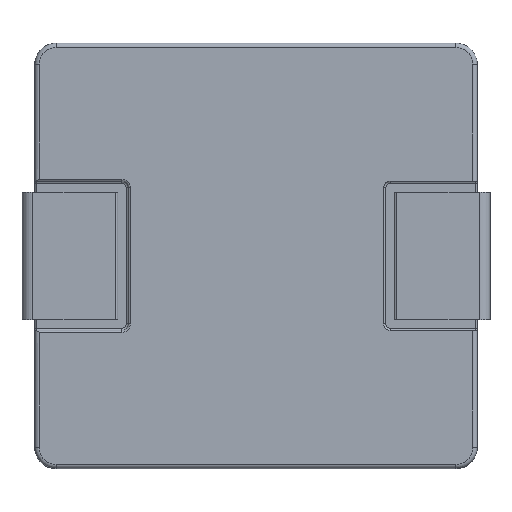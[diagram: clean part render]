
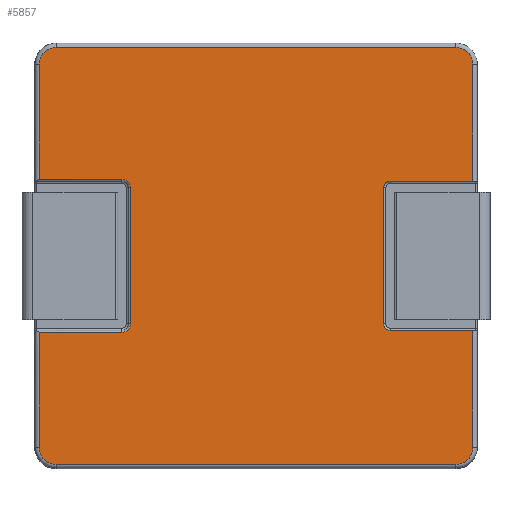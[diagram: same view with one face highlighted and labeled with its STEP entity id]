
A CAD part, top view. The second image highlights one B-rep face of the part: STEP entity #5857.
In plain terms, the highlighted planar face has unit normal (0, 0, 1).
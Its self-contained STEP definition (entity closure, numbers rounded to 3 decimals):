
#340=CIRCLE('',#6186,0.4);
#341=CIRCLE('',#6187,0.4);
#342=CIRCLE('',#6188,0.2);
#343=CIRCLE('',#6189,0.2);
#344=CIRCLE('',#6190,0.4);
#345=CIRCLE('',#6191,0.4);
#346=CIRCLE('',#6192,0.15);
#347=CIRCLE('',#6193,0.15);
#919=ORIENTED_EDGE('',*,*,#1974,.F.);
#920=ORIENTED_EDGE('',*,*,#1975,.T.);
#921=ORIENTED_EDGE('',*,*,#1976,.T.);
#922=ORIENTED_EDGE('',*,*,#1977,.T.);
#923=ORIENTED_EDGE('',*,*,#1978,.T.);
#924=ORIENTED_EDGE('',*,*,#1979,.T.);
#925=ORIENTED_EDGE('',*,*,#1980,.T.);
#926=ORIENTED_EDGE('',*,*,#1981,.T.);
#927=ORIENTED_EDGE('',*,*,#1982,.T.);
#928=ORIENTED_EDGE('',*,*,#1983,.T.);
#929=ORIENTED_EDGE('',*,*,#1984,.T.);
#930=ORIENTED_EDGE('',*,*,#1985,.T.);
#931=ORIENTED_EDGE('',*,*,#1986,.T.);
#932=ORIENTED_EDGE('',*,*,#1987,.T.);
#933=ORIENTED_EDGE('',*,*,#1988,.T.);
#934=ORIENTED_EDGE('',*,*,#1989,.T.);
#935=ORIENTED_EDGE('',*,*,#1990,.F.);
#936=ORIENTED_EDGE('',*,*,#1991,.F.);
#937=ORIENTED_EDGE('',*,*,#1992,.F.);
#938=ORIENTED_EDGE('',*,*,#1993,.F.);
#1974=EDGE_CURVE('',#2528,#2529,#2873,.T.);
#1975=EDGE_CURVE('',#2528,#2530,#2874,.T.);
#1976=EDGE_CURVE('',#2530,#2531,#340,.T.);
#1977=EDGE_CURVE('',#2531,#2532,#2875,.T.);
#1978=EDGE_CURVE('',#2532,#2533,#341,.T.);
#1979=EDGE_CURVE('',#2533,#2534,#2876,.T.);
#1980=EDGE_CURVE('',#2534,#2535,#2877,.F.);
#1981=EDGE_CURVE('',#2535,#2536,#342,.F.);
#1982=EDGE_CURVE('',#2536,#2537,#2878,.F.);
#1983=EDGE_CURVE('',#2537,#2538,#343,.F.);
#1984=EDGE_CURVE('',#2538,#2539,#2879,.F.);
#1985=EDGE_CURVE('',#2539,#2540,#2880,.T.);
#1986=EDGE_CURVE('',#2540,#2541,#344,.T.);
#1987=EDGE_CURVE('',#2541,#2542,#2881,.T.);
#1988=EDGE_CURVE('',#2542,#2543,#345,.T.);
#1989=EDGE_CURVE('',#2543,#2544,#2882,.T.);
#1990=EDGE_CURVE('',#2545,#2544,#2883,.T.);
#1991=EDGE_CURVE('',#2546,#2545,#346,.T.);
#1992=EDGE_CURVE('',#2547,#2546,#2884,.T.);
#1993=EDGE_CURVE('',#2529,#2547,#347,.T.);
#2528=VERTEX_POINT('',#9915);
#2529=VERTEX_POINT('',#9916);
#2530=VERTEX_POINT('',#9918);
#2531=VERTEX_POINT('',#9920);
#2532=VERTEX_POINT('',#9922);
#2533=VERTEX_POINT('',#9924);
#2534=VERTEX_POINT('',#9926);
#2535=VERTEX_POINT('',#9928);
#2536=VERTEX_POINT('',#9930);
#2537=VERTEX_POINT('',#9932);
#2538=VERTEX_POINT('',#9934);
#2539=VERTEX_POINT('',#9936);
#2540=VERTEX_POINT('',#9938);
#2541=VERTEX_POINT('',#9940);
#2542=VERTEX_POINT('',#9942);
#2543=VERTEX_POINT('',#9944);
#2544=VERTEX_POINT('',#9946);
#2545=VERTEX_POINT('',#9948);
#2546=VERTEX_POINT('',#9950);
#2547=VERTEX_POINT('',#9952);
#2873=LINE('',#9914,#3248);
#2874=LINE('',#9917,#3249);
#2875=LINE('',#9921,#3250);
#2876=LINE('',#9925,#3251);
#2877=LINE('',#9927,#3252);
#2878=LINE('',#9931,#3253);
#2879=LINE('',#9935,#3254);
#2880=LINE('',#9937,#3255);
#2881=LINE('',#9941,#3256);
#2882=LINE('',#9945,#3257);
#2883=LINE('',#9947,#3258);
#2884=LINE('',#9951,#3259);
#3248=VECTOR('',#6876,1000.);
#3249=VECTOR('',#6877,1000.);
#3250=VECTOR('',#6880,1000.);
#3251=VECTOR('',#6883,1000.);
#3252=VECTOR('',#6884,1000.);
#3253=VECTOR('',#6887,1000.);
#3254=VECTOR('',#6890,1000.);
#3255=VECTOR('',#6891,1000.);
#3256=VECTOR('',#6894,1000.);
#3257=VECTOR('',#6897,1000.);
#3258=VECTOR('',#6898,1000.);
#3259=VECTOR('',#6901,1000.);
#3535=EDGE_LOOP('',(#919,#920,#921,#922,#923,#924,#925,#926,#927,#928,#929,
#930,#931,#932,#933,#934,#935,#936,#937,#938));
#3800=FACE_BOUND('',#3535,.T.);
#4005=PLANE('',#6185);
#5857=ADVANCED_FACE('',(#3800),#4005,.T.);
#6185=AXIS2_PLACEMENT_3D('',#9913,#6874,#6875);
#6186=AXIS2_PLACEMENT_3D('',#9919,#6878,#6879);
#6187=AXIS2_PLACEMENT_3D('',#9923,#6881,#6882);
#6188=AXIS2_PLACEMENT_3D('',#9929,#6885,#6886);
#6189=AXIS2_PLACEMENT_3D('',#9933,#6888,#6889);
#6190=AXIS2_PLACEMENT_3D('',#9939,#6892,#6893);
#6191=AXIS2_PLACEMENT_3D('',#9943,#6895,#6896);
#6192=AXIS2_PLACEMENT_3D('',#9949,#6899,#6900);
#6193=AXIS2_PLACEMENT_3D('',#9953,#6902,#6903);
#6874=DIRECTION('',(0.,0.,1.));
#6875=DIRECTION('',(1.,0.,0.));
#6876=DIRECTION('',(-1.,0.,0.));
#6877=DIRECTION('',(0.,1.,0.));
#6878=DIRECTION('',(0.,0.,1.));
#6879=DIRECTION('',(1.,0.,0.));
#6880=DIRECTION('',(-1.,0.,0.));
#6881=DIRECTION('',(0.,0.,1.));
#6882=DIRECTION('',(1.,0.,0.));
#6883=DIRECTION('',(0.,-1.,0.));
#6884=DIRECTION('',(-1.,0.,0.));
#6885=DIRECTION('',(0.,0.,1.));
#6886=DIRECTION('',(1.,0.,0.));
#6887=DIRECTION('',(0.,1.,0.));
#6888=DIRECTION('',(0.,0.,1.));
#6889=DIRECTION('',(1.,0.,0.));
#6890=DIRECTION('',(1.,0.,0.));
#6891=DIRECTION('',(0.,-1.,0.));
#6892=DIRECTION('',(0.,0.,1.));
#6893=DIRECTION('',(1.,0.,0.));
#6894=DIRECTION('',(1.,0.,0.));
#6895=DIRECTION('',(0.,0.,1.));
#6896=DIRECTION('',(1.,0.,0.));
#6897=DIRECTION('',(0.,1.,0.));
#6898=DIRECTION('',(1.,0.,0.));
#6899=DIRECTION('',(0.,0.,1.));
#6900=DIRECTION('',(1.,0.,0.));
#6901=DIRECTION('',(0.,-1.,0.));
#6902=DIRECTION('',(0.,0.,1.));
#6903=DIRECTION('',(1.,0.,0.));
#9913=CARTESIAN_POINT('',(4.7,4.5,3.2));
#9914=CARTESIAN_POINT('',(5.2,1.75,3.2));
#9915=CARTESIAN_POINT('',(5.1,1.75,3.2));
#9916=CARTESIAN_POINT('',(3.15,1.75,3.2));
#9917=CARTESIAN_POINT('',(5.1,4.5,3.2));
#9918=CARTESIAN_POINT('',(5.1,4.5,3.2));
#9919=CARTESIAN_POINT('',(4.7,4.5,3.2));
#9920=CARTESIAN_POINT('',(4.7,4.9,3.2));
#9921=CARTESIAN_POINT('',(4.7,4.9,3.2));
#9922=CARTESIAN_POINT('',(-4.7,4.9,3.2));
#9923=CARTESIAN_POINT('',(-4.7,4.5,3.2));
#9924=CARTESIAN_POINT('',(-5.1,4.5,3.2));
#9925=CARTESIAN_POINT('',(-5.1,4.5,3.2));
#9926=CARTESIAN_POINT('',(-5.1,1.8,3.2));
#9927=CARTESIAN_POINT('',(-3.15,1.8,3.2));
#9928=CARTESIAN_POINT('',(-3.15,1.8,3.2));
#9929=CARTESIAN_POINT('',(-3.15,1.6,3.2));
#9930=CARTESIAN_POINT('',(-2.95,1.6,3.2));
#9931=CARTESIAN_POINT('',(-2.95,-1.6,3.2));
#9932=CARTESIAN_POINT('',(-2.95,-1.6,3.2));
#9933=CARTESIAN_POINT('',(-3.15,-1.6,3.2));
#9934=CARTESIAN_POINT('',(-3.15,-1.8,3.2));
#9935=CARTESIAN_POINT('',(-5.2,-1.8,3.2));
#9936=CARTESIAN_POINT('',(-5.1,-1.8,3.2));
#9937=CARTESIAN_POINT('',(-5.1,4.5,3.2));
#9938=CARTESIAN_POINT('',(-5.1,-4.5,3.2));
#9939=CARTESIAN_POINT('',(-4.7,-4.5,3.2));
#9940=CARTESIAN_POINT('',(-4.7,-4.9,3.2));
#9941=CARTESIAN_POINT('',(4.7,-4.9,3.2));
#9942=CARTESIAN_POINT('',(4.7,-4.9,3.2));
#9943=CARTESIAN_POINT('',(4.7,-4.5,3.2));
#9944=CARTESIAN_POINT('',(5.1,-4.5,3.2));
#9945=CARTESIAN_POINT('',(5.1,4.5,3.2));
#9946=CARTESIAN_POINT('',(5.1,-1.75,3.2));
#9947=CARTESIAN_POINT('',(3.15,-1.75,3.2));
#9948=CARTESIAN_POINT('',(3.15,-1.75,3.2));
#9949=CARTESIAN_POINT('',(3.15,-1.6,3.2));
#9950=CARTESIAN_POINT('',(3.,-1.6,3.2));
#9951=CARTESIAN_POINT('',(3.,1.6,3.2));
#9952=CARTESIAN_POINT('',(3.,1.6,3.2));
#9953=CARTESIAN_POINT('',(3.15,1.6,3.2));
